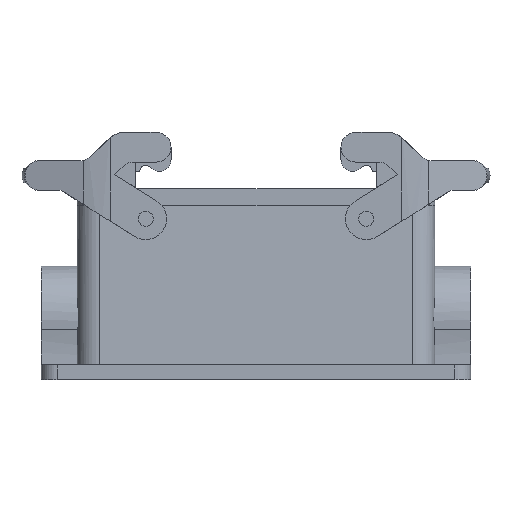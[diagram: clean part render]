
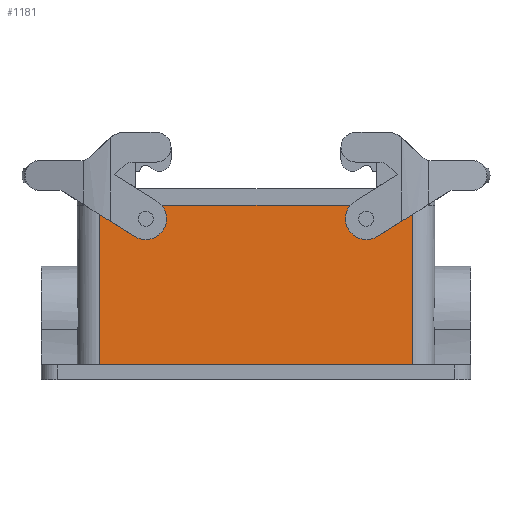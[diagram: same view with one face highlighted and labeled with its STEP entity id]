
A CAD part, left-side view. The second image highlights one B-rep face of the part: STEP entity #1181.
In plain terms, the highlighted planar face has unit normal (-0.999, 0, 0.044).
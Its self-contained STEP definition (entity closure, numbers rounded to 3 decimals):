
#1095=AXIS2_PLACEMENT_3D('Plane Axis2P3D',#1092,#1093,#1094) ;
#567=CARTESIAN_POINT('Vertex',(4.914,26.,5.)) ;
#570=CARTESIAN_POINT('Line Origine',(4.914,78.5,5.)) ;
#574=CARTESIAN_POINT('Vertex',(4.914,131.,5.)) ;
#1043=CARTESIAN_POINT('Line Origine',(6.024,131.,30.414)) ;
#1047=CARTESIAN_POINT('Vertex',(7.25,131.,58.5)) ;
#1092=CARTESIAN_POINT('Axis2P3D Location',(7.25,78.5,58.5)) ;
#1097=CARTESIAN_POINT('Line Origine',(6.017,26.,30.25)) ;
#1101=CARTESIAN_POINT('Vertex',(7.25,26.,58.5)) ;
#1104=CARTESIAN_POINT('Line Origine',(7.25,78.5,58.5)) ;
#1116=CARTESIAN_POINT('Control Point',(7.012,113.745,53.041)) ;
#1117=CARTESIAN_POINT('Control Point',(6.988,114.039,52.502)) ;
#1118=CARTESIAN_POINT('Control Point',(6.97,114.541,52.076)) ;
#1119=CARTESIAN_POINT('Control Point',(6.961,115.193,51.872)) ;
#1120=CARTESIAN_POINT('Control Point',(6.966,116.533,52.005)) ;
#1121=CARTESIAN_POINT('Control Point',(7.011,117.43,53.02)) ;
#1122=CARTESIAN_POINT('Control Point',(7.041,117.645,53.708)) ;
#1123=CARTESIAN_POINT('Control Point',(7.071,117.563,54.395)) ;
#1124=CARTESIAN_POINT('Control Point',(7.095,117.255,54.959)) ;
#1125=CARTESIAN_POINT('Vertex',(7.012,113.745,53.041)) ;
#1127=CARTESIAN_POINT('Vertex',(7.095,117.255,54.959)) ;
#1131=CARTESIAN_POINT('Control Point',(7.095,117.255,54.959)) ;
#1132=CARTESIAN_POINT('Control Point',(7.117,116.986,55.451)) ;
#1133=CARTESIAN_POINT('Control Point',(7.134,116.545,55.849)) ;
#1134=CARTESIAN_POINT('Control Point',(7.144,115.974,56.07)) ;
#1135=CARTESIAN_POINT('Control Point',(7.144,114.982,56.076)) ;
#1136=CARTESIAN_POINT('Control Point',(7.122,114.169,55.564)) ;
#1137=CARTESIAN_POINT('Control Point',(7.11,113.899,55.286)) ;
#1138=CARTESIAN_POINT('Control Point',(7.083,113.536,54.671)) ;
#1139=CARTESIAN_POINT('Control Point',(7.052,113.461,53.965)) ;
#1140=CARTESIAN_POINT('Control Point',(7.038,113.493,53.636)) ;
#1141=CARTESIAN_POINT('Control Point',(7.024,113.591,53.323)) ;
#1142=CARTESIAN_POINT('Control Point',(7.012,113.745,53.041)) ;
#1149=CARTESIAN_POINT('Control Point',(7.095,39.745,54.959)) ;
#1150=CARTESIAN_POINT('Control Point',(7.117,40.014,55.451)) ;
#1151=CARTESIAN_POINT('Control Point',(7.134,40.455,55.849)) ;
#1152=CARTESIAN_POINT('Control Point',(7.144,41.026,56.07)) ;
#1153=CARTESIAN_POINT('Control Point',(7.144,42.018,56.076)) ;
#1154=CARTESIAN_POINT('Control Point',(7.122,42.831,55.564)) ;
#1155=CARTESIAN_POINT('Control Point',(7.11,43.101,55.286)) ;
#1156=CARTESIAN_POINT('Control Point',(7.083,43.464,54.671)) ;
#1157=CARTESIAN_POINT('Control Point',(7.052,43.539,53.965)) ;
#1158=CARTESIAN_POINT('Control Point',(7.038,43.507,53.636)) ;
#1159=CARTESIAN_POINT('Control Point',(7.024,43.409,53.323)) ;
#1160=CARTESIAN_POINT('Control Point',(7.012,43.255,53.041)) ;
#1161=CARTESIAN_POINT('Vertex',(7.095,39.745,54.959)) ;
#1163=CARTESIAN_POINT('Vertex',(7.012,43.255,53.041)) ;
#1167=CARTESIAN_POINT('Control Point',(7.012,43.255,53.041)) ;
#1168=CARTESIAN_POINT('Control Point',(6.988,42.961,52.502)) ;
#1169=CARTESIAN_POINT('Control Point',(6.97,42.459,52.076)) ;
#1170=CARTESIAN_POINT('Control Point',(6.961,41.807,51.872)) ;
#1171=CARTESIAN_POINT('Control Point',(6.966,40.467,52.005)) ;
#1172=CARTESIAN_POINT('Control Point',(7.011,39.57,53.02)) ;
#1173=CARTESIAN_POINT('Control Point',(7.041,39.355,53.708)) ;
#1174=CARTESIAN_POINT('Control Point',(7.071,39.437,54.395)) ;
#1175=CARTESIAN_POINT('Control Point',(7.095,39.745,54.959)) ;
#571=DIRECTION('Vector Direction',(0.,1.,0.)) ;
#1044=DIRECTION('Vector Direction',(0.044,0.,0.999)) ;
#1093=DIRECTION('Axis2P3D Direction',(-0.999,0.,0.044)) ;
#1094=DIRECTION('Axis2P3D XDirection',(0.,1.,0.)) ;
#1098=DIRECTION('Vector Direction',(-0.044,0.,-0.999)) ;
#1105=DIRECTION('Vector Direction',(0.,1.,0.)) ;
#572=VECTOR('Line Direction',#571,1.) ;
#1045=VECTOR('Line Direction',#1044,1.) ;
#1099=VECTOR('Line Direction',#1098,1.) ;
#1106=VECTOR('Line Direction',#1105,1.) ;
#1110=ORIENTED_EDGE('',*,*,#1103,.F.) ;
#1111=ORIENTED_EDGE('',*,*,#1108,.F.) ;
#1112=ORIENTED_EDGE('',*,*,#1049,.F.) ;
#1113=ORIENTED_EDGE('',*,*,#576,.F.) ;
#1145=ORIENTED_EDGE('',*,*,#1129,.T.) ;
#1146=ORIENTED_EDGE('',*,*,#1143,.T.) ;
#1178=ORIENTED_EDGE('',*,*,#1165,.F.) ;
#1179=ORIENTED_EDGE('',*,*,#1176,.F.) ;
#1147=FACE_BOUND('',#1144,.T.) ;
#1180=FACE_BOUND('',#1177,.T.) ;
#1181=ADVANCED_FACE('Hauptk\X2\00F6\X0\rper',(#1114,#1147,#1180),#1096,.T.) ;
#1115=B_SPLINE_CURVE_WITH_KNOTS('',5,(#1116,#1117,#1118,#1119,#1120,#1121,#1122,#1123,#1124),.UNSPECIFIED.,.F.,.U.,(6,3,6),(8.89,13.235,17.78),.UNSPECIFIED.) ;
#1130=B_SPLINE_CURVE_WITH_KNOTS('',5,(#1131,#1132,#1133,#1134,#1135,#1136,#1137,#1138,#1139,#1140,#1141,#1142),.UNSPECIFIED.,.F.,.U.,(6,3,3,6),(0.,3.968,6.615,8.89),.UNSPECIFIED.) ;
#1148=B_SPLINE_CURVE_WITH_KNOTS('',5,(#1149,#1150,#1151,#1152,#1153,#1154,#1155,#1156,#1157,#1158,#1159,#1160),.UNSPECIFIED.,.F.,.U.,(6,3,3,6),(0.,3.968,6.615,8.89),.UNSPECIFIED.) ;
#1166=B_SPLINE_CURVE_WITH_KNOTS('',5,(#1167,#1168,#1169,#1170,#1171,#1172,#1173,#1174,#1175),.UNSPECIFIED.,.F.,.U.,(6,3,6),(8.89,13.235,17.78),.UNSPECIFIED.) ;
#576=EDGE_CURVE('',#568,#575,#573,.T.) ;
#1049=EDGE_CURVE('',#575,#1048,#1046,.T.) ;
#1103=EDGE_CURVE('',#1102,#568,#1100,.T.) ;
#1108=EDGE_CURVE('',#1048,#1102,#1107,.F.) ;
#1129=EDGE_CURVE('',#1126,#1128,#1115,.T.) ;
#1143=EDGE_CURVE('',#1128,#1126,#1130,.T.) ;
#1165=EDGE_CURVE('',#1162,#1164,#1148,.T.) ;
#1176=EDGE_CURVE('',#1164,#1162,#1166,.T.) ;
#1109=EDGE_LOOP('',(#1110,#1111,#1112,#1113)) ;
#1144=EDGE_LOOP('',(#1145,#1146)) ;
#1177=EDGE_LOOP('',(#1178,#1179)) ;
#1114=FACE_OUTER_BOUND('',#1109,.T.) ;
#573=LINE('Line',#570,#572) ;
#1046=LINE('Line',#1043,#1045) ;
#1100=LINE('Line',#1097,#1099) ;
#1107=LINE('Line',#1104,#1106) ;
#1096=PLANE('',#1095) ;
#568=VERTEX_POINT('',#567) ;
#575=VERTEX_POINT('',#574) ;
#1048=VERTEX_POINT('',#1047) ;
#1102=VERTEX_POINT('',#1101) ;
#1126=VERTEX_POINT('',#1125) ;
#1128=VERTEX_POINT('',#1127) ;
#1162=VERTEX_POINT('',#1161) ;
#1164=VERTEX_POINT('',#1163) ;
